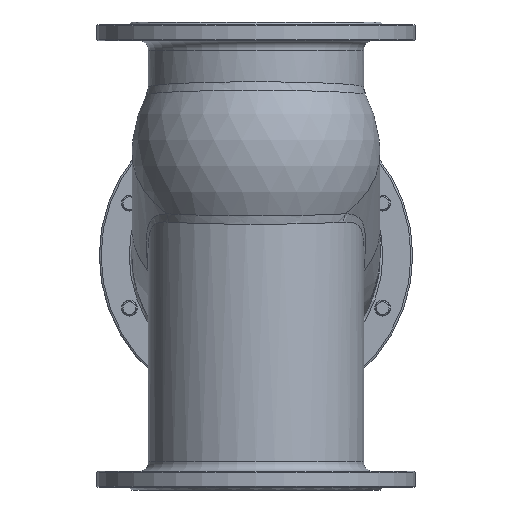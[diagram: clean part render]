
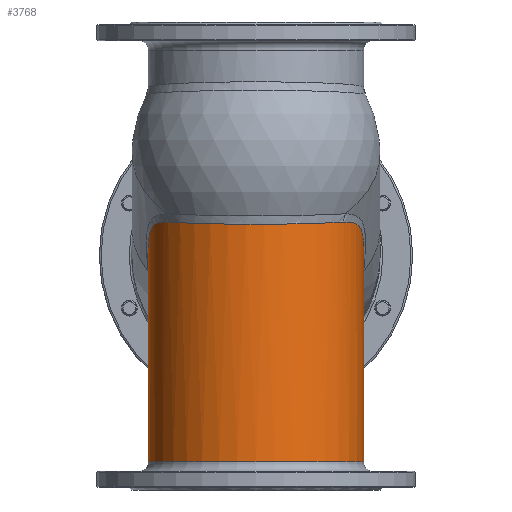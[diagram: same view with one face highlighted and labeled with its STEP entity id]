
A CAD part, front view. The second image highlights one B-rep face of the part: STEP entity #3768.
In plain terms, the highlighted cylindrical face has radius 115 mm (diameter 230 mm), a full revolution.
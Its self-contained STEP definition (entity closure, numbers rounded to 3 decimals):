
#108=B_SPLINE_CURVE_WITH_KNOTS('',3,(#6092,#6093,#6094,#6095,#6096,#6097,
#6098,#6099,#6100),.UNSPECIFIED.,.F.,.F.,(4,1,1,1,1,1,4),(-19.355,
-16.641,-13.867,-11.094,-8.32,
-2.773,0.),.UNSPECIFIED.);
#109=B_SPLINE_CURVE_WITH_KNOTS('',3,(#6104,#6105,#6106,#6107,#6108,#6109,
#6110,#6111),.UNSPECIFIED.,.F.,.F.,(4,1,1,1,1,4),(-61.915,-56.368,
-50.821,-48.048,-45.274,-42.561),
 .UNSPECIFIED.);
#110=B_SPLINE_CURVE_WITH_KNOTS('',3,(#6113,#6114,#6115,#6116,#6117,#6118,
#6119,#6120,#6121,#6122),.UNSPECIFIED.,.F.,.F.,(4,1,1,1,1,1,1,4),(-12.901,
-11.058,-9.215,-7.372,-5.529,
-3.686,-1.843,0.),.UNSPECIFIED.);
#111=B_SPLINE_CURVE_WITH_KNOTS('',3,(#6124,#6125,#6126,#6127,#6128,#6129,
#6130,#6131,#6132,#6133),.UNSPECIFIED.,.F.,.F.,(4,1,1,1,1,1,1,4),(-25.401,
-21.772,-18.143,-14.515,-10.886,
-7.257,-3.629,0.),.UNSPECIFIED.);
#112=B_SPLINE_CURVE_WITH_KNOTS('',3,(#6135,#6136,#6137,#6138,#6139,#6140,
#6141,#6142),.UNSPECIFIED.,.F.,.F.,(4,1,1,1,1,4),(-8.994,-7.372,
-5.529,-3.686,-1.843,0.),
 .UNSPECIFIED.);
#113=B_SPLINE_CURVE_WITH_KNOTS('',3,(#6146,#6147,#6148,#6149,#6150,#6151),
 .UNSPECIFIED.,.F.,.F.,(4,1,1,4),(-12.901,-11.058,-9.215,
-8.994),.UNSPECIFIED.);
#260=ELLIPSE('',#4073,242.738,115.);
#317=LINE('',#5727,#473);
#322=LINE('',#5953,#478);
#324=LINE('',#6144,#480);
#473=VECTOR('',#4561,10.);
#478=VECTOR('',#4604,10.);
#480=VECTOR('',#4620,115.);
#630=CYLINDRICAL_SURFACE('',#4111,115.);
#855=FACE_OUTER_BOUND('',#1080,.T.);
#1080=EDGE_LOOP('',(#2613,#2614,#2615,#2616,#2617,#2618,#2619,#2620,#2621,
#2622,#2623,#2624));
#1364=CIRCLE('',#4112,115.);
#1574=VERTEX_POINT('',#5575);
#1576=VERTEX_POINT('',#5610);
#1585=VERTEX_POINT('',#5725);
#1601=VERTEX_POINT('',#5943);
#1604=VERTEX_POINT('',#6091);
#1605=VERTEX_POINT('',#6103);
#1606=VERTEX_POINT('',#6112);
#1607=VERTEX_POINT('',#6123);
#1608=VERTEX_POINT('',#6134);
#1609=VERTEX_POINT('',#6143);
#1945=EDGE_CURVE('',#1576,#1574,#260,.T.);
#1960=EDGE_CURVE('',#1585,#1576,#317,.T.);
#1984=EDGE_CURVE('',#1574,#1601,#322,.T.);
#1992=EDGE_CURVE('',#1601,#1604,#108,.T.);
#1994=EDGE_CURVE('',#1605,#1585,#109,.T.);
#1995=EDGE_CURVE('',#1606,#1605,#110,.T.);
#1996=EDGE_CURVE('',#1607,#1606,#111,.T.);
#1997=EDGE_CURVE('',#1608,#1607,#112,.T.);
#1998=EDGE_CURVE('',#1608,#1609,#324,.T.);
#1999=EDGE_CURVE('',#1609,#1609,#1364,.T.);
#2000=EDGE_CURVE('',#1604,#1608,#113,.T.);
#2613=ORIENTED_EDGE('',*,*,#1984,.F.);
#2614=ORIENTED_EDGE('',*,*,#1945,.F.);
#2615=ORIENTED_EDGE('',*,*,#1960,.F.);
#2616=ORIENTED_EDGE('',*,*,#1994,.F.);
#2617=ORIENTED_EDGE('',*,*,#1995,.F.);
#2618=ORIENTED_EDGE('',*,*,#1996,.F.);
#2619=ORIENTED_EDGE('',*,*,#1997,.F.);
#2620=ORIENTED_EDGE('',*,*,#1998,.T.);
#2621=ORIENTED_EDGE('',*,*,#1999,.F.);
#2622=ORIENTED_EDGE('',*,*,#1998,.F.);
#2623=ORIENTED_EDGE('',*,*,#2000,.F.);
#2624=ORIENTED_EDGE('',*,*,#1992,.F.);
#3768=ADVANCED_FACE('',(#855),#630,.T.);
#4073=AXIS2_PLACEMENT_3D('',#5617,#4532,#4533);
#4111=AXIS2_PLACEMENT_3D('',#6102,#4618,#4619);
#4112=AXIS2_PLACEMENT_3D('',#6145,#4621,#4622);
#4532=DIRECTION('center_axis',(0.,-0.881,0.474));
#4533=DIRECTION('ref_axis',(0.,0.474,0.881));
#4561=DIRECTION('',(0.,0.,-1.));
#4604=DIRECTION('',(0.,0.,1.));
#4618=DIRECTION('center_axis',(0.,0.,1.));
#4619=DIRECTION('ref_axis',(1.,0.,0.));
#4620=DIRECTION('',(0.,0.,-1.));
#4621=DIRECTION('center_axis',(0.,0.,-1.));
#4622=DIRECTION('ref_axis',(1.,0.,0.));
#5575=CARTESIAN_POINT('',(-32.77,110.232,-218.109));
#5610=CARTESIAN_POINT('',(32.77,110.232,-218.109));
#5617=CARTESIAN_POINT('Origin',(0.,0.,-423.014));
#5725=CARTESIAN_POINT('',(32.77,110.232,-144.403));
#5727=CARTESIAN_POINT('',(32.77,110.232,0.));
#5943=CARTESIAN_POINT('',(-32.77,110.232,-144.403));
#5953=CARTESIAN_POINT('',(-32.77,110.232,0.));
#6091=CARTESIAN_POINT('',(-113.04,21.144,-23.034));
#6092=CARTESIAN_POINT('Ctrl Pts',(-32.77,110.232,-144.403));
#6093=CARTESIAN_POINT('Ctrl Pts',(-40.002,108.082,-142.012));
#6094=CARTESIAN_POINT('Ctrl Pts',(-53.824,102.395,-135.63));
#6095=CARTESIAN_POINT('Ctrl Pts',(-71.368,90.926,-122.237));
#6096=CARTESIAN_POINT('Ctrl Pts',(-85.544,77.612,-105.835));
#6097=CARTESIAN_POINT('Ctrl Pts',(-100.065,58.685,-81.039));
#6098=CARTESIAN_POINT('Ctrl Pts',(-108.796,39.38,-53.006));
#6099=CARTESIAN_POINT('Ctrl Pts',(-112.201,25.628,-30.626));
#6100=CARTESIAN_POINT('Ctrl Pts',(-113.04,21.144,-23.034));
#6102=CARTESIAN_POINT('Origin',(0.,0.,0.));
#6103=CARTESIAN_POINT('',(113.04,21.144,-23.034));
#6104=CARTESIAN_POINT('Ctrl Pts',(113.04,21.144,-23.034));
#6105=CARTESIAN_POINT('Ctrl Pts',(111.362,30.112,-38.217));
#6106=CARTESIAN_POINT('Ctrl Pts',(105.669,48.894,-67.603));
#6107=CARTESIAN_POINT('Ctrl Pts',(90.274,73.143,-100.353));
#6108=CARTESIAN_POINT('Ctrl Pts',(71.366,90.937,-122.243));
#6109=CARTESIAN_POINT('Ctrl Pts',(53.826,102.389,-135.627));
#6110=CARTESIAN_POINT('Ctrl Pts',(40.002,108.082,-142.012));
#6111=CARTESIAN_POINT('Ctrl Pts',(32.77,110.232,-144.403));
#6112=CARTESIAN_POINT('',(93.859,-66.449,36.287));
#6113=CARTESIAN_POINT('Ctrl Pts',(93.859,-66.449,36.287));
#6114=CARTESIAN_POINT('Ctrl Pts',(96.927,-62.116,36.5));
#6115=CARTESIAN_POINT('Ctrl Pts',(102.469,-53.012,36.49));
#6116=CARTESIAN_POINT('Ctrl Pts',(108.773,-38.417,34.116));
#6117=CARTESIAN_POINT('Ctrl Pts',(112.834,-23.749,28.156));
#6118=CARTESIAN_POINT('Ctrl Pts',(114.777,-10.233,18.389));
#6119=CARTESIAN_POINT('Ctrl Pts',(115.164,1.58,5.935));
#6120=CARTESIAN_POINT('Ctrl Pts',(114.517,11.963,-8.082));
#6121=CARTESIAN_POINT('Ctrl Pts',(113.597,18.164,-17.989));
#6122=CARTESIAN_POINT('Ctrl Pts',(113.04,21.144,-23.034));
#6123=CARTESIAN_POINT('',(-93.859,-66.449,36.287));
#6124=CARTESIAN_POINT('Ctrl Pts',(-93.859,-66.449,36.287));
#6125=CARTESIAN_POINT('Ctrl Pts',(-87.819,-74.98,35.867));
#6126=CARTESIAN_POINT('Ctrl Pts',(-73.399,-90.388,35.116));
#6127=CARTESIAN_POINT('Ctrl Pts',(-46.333,-106.82,34.326));
#6128=CARTESIAN_POINT('Ctrl Pts',(-15.836,-115.356,33.918));
#6129=CARTESIAN_POINT('Ctrl Pts',(15.835,-115.354,33.918));
#6130=CARTESIAN_POINT('Ctrl Pts',(46.333,-106.821,34.325));
#6131=CARTESIAN_POINT('Ctrl Pts',(73.398,-90.388,35.116));
#6132=CARTESIAN_POINT('Ctrl Pts',(87.819,-74.98,35.867));
#6133=CARTESIAN_POINT('Ctrl Pts',(93.859,-66.449,36.287));
#6134=CARTESIAN_POINT('',(-115.,-0.001,7.251));
#6135=CARTESIAN_POINT('Ctrl Pts',(-115.,-0.001,
7.251));
#6136=CARTESIAN_POINT('Ctrl Pts',(-115.,-3.308,11.076));
#6137=CARTESIAN_POINT('Ctrl Pts',(-114.699,-10.776,18.78));
#6138=CARTESIAN_POINT('Ctrl Pts',(-112.834,-23.748,28.161));
#6139=CARTESIAN_POINT('Ctrl Pts',(-108.772,-38.418,34.113));
#6140=CARTESIAN_POINT('Ctrl Pts',(-102.465,-53.02,36.492));
#6141=CARTESIAN_POINT('Ctrl Pts',(-96.926,-62.116,36.5));
#6142=CARTESIAN_POINT('Ctrl Pts',(-93.859,-66.449,36.287));
#6143=CARTESIAN_POINT('',(-115.,0.,-220.));
#6144=CARTESIAN_POINT('',(-115.,0.,0.));
#6145=CARTESIAN_POINT('Origin',(0.,0.,-220.));
#6146=CARTESIAN_POINT('Ctrl Pts',(-113.04,21.144,-23.034));
#6147=CARTESIAN_POINT('Ctrl Pts',(-113.597,18.164,-17.99));
#6148=CARTESIAN_POINT('Ctrl Pts',(-114.518,11.955,-8.07));
#6149=CARTESIAN_POINT('Ctrl Pts',(-114.974,4.622,1.828));
#6150=CARTESIAN_POINT('Ctrl Pts',(-114.999,0.449,6.731));
#6151=CARTESIAN_POINT('Ctrl Pts',(-115.,-0.001,
7.251));
